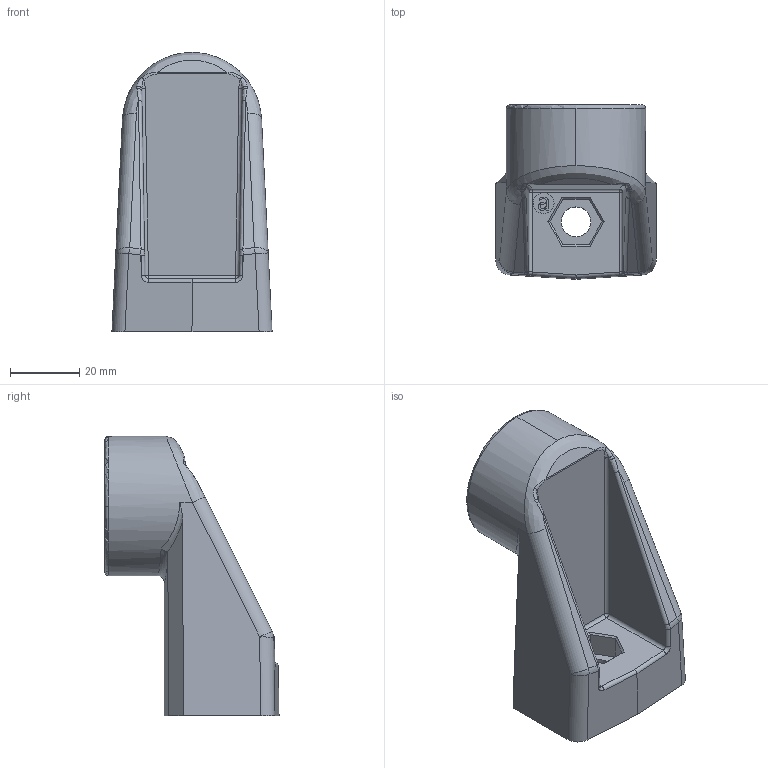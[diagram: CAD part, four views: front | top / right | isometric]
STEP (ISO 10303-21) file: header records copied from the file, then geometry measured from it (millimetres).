
FILE_DESCRIPTION (( 'STEP AP203' ), '1' );
FILE_NAME ('TK04.K.PLS.STEP', '2022-03-16T05:19:28', ( '' ), ( '' ), 'SwSTEP 2.0', 'SolidWorks 2021', '' );
FILE_SCHEMA (( 'CONFIG_CONTROL_DESIGN' ));
Length unit declared in the file: millimetre
Products named in the file (1): TK04.K.PLS
Bounding box: 46.39 x 50.4 x 80.82 mm (x, y, z)
Volume: 46367.4 mm3; surface area: 19691.8 mm2
Topology: 1 solids, 1 shells, 276 faces, 708 edges, 459 vertices
Faces by surface type: plane 129, bspline 103, cylinder 30, cone 8, sphere 4, torus 2
Entity records: 14117 total; most frequent: CARTESIAN_POINT 8028, ORIENTED_EDGE 1416, DIRECTION 919, EDGE_CURVE 708, VERTEX_POINT 459, LINE 411, VECTOR 411, EDGE_LOOP 303
